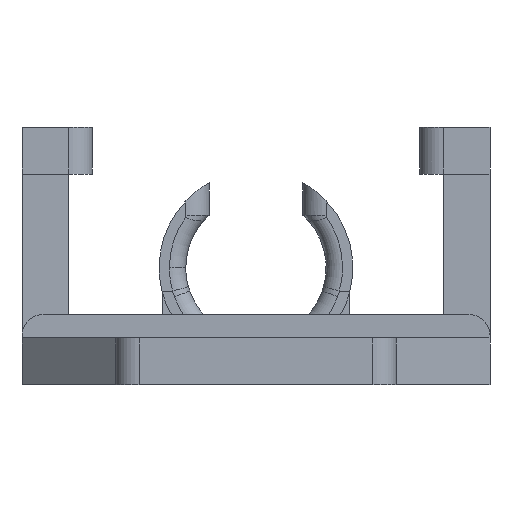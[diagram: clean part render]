
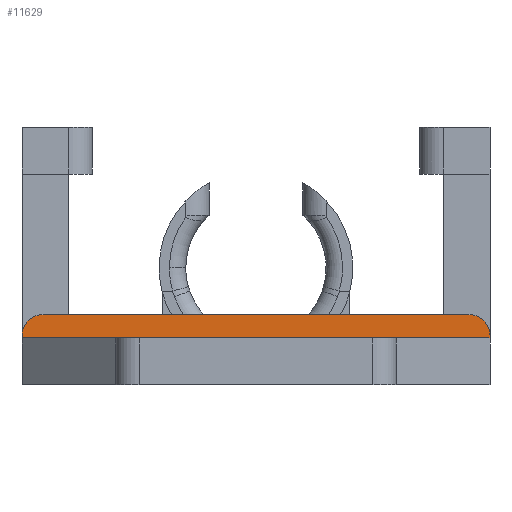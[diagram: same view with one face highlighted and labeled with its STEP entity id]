
A CAD part, front view. The second image highlights one B-rep face of the part: STEP entity #11629.
In plain terms, the highlighted planar face has unit normal (0, -1, 0).
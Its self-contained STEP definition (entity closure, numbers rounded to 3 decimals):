
#6491 = VERTEX_POINT('',#6492);
#6492 = CARTESIAN_POINT('',(20.,21.,2.));
#6532 = PLANE('',#6533);
#6533 = AXIS2_PLACEMENT_3D('',#6534,#6535,#6536);
#6534 = CARTESIAN_POINT('',(20.,22.,2.));
#6535 = DIRECTION('',(1.,0.,0.));
#6536 = DIRECTION('',(0.,-1.,0.));
#6776 = PLANE('',#6777);
#6777 = AXIS2_PLACEMENT_3D('',#6778,#6779,#6780);
#6778 = CARTESIAN_POINT('',(0.,21.,2.));
#6779 = DIRECTION('',(-1.,0.,0.));
#6780 = DIRECTION('',(0.,1.,0.));
#6805 = CYLINDRICAL_SURFACE('',#6806,0.9);
#6806 = AXIS2_PLACEMENT_3D('',#6807,#6808,#6809);
#6807 = CARTESIAN_POINT('',(0.9,21.,2.1));
#6808 = DIRECTION('',(0.,1.,0.));
#6809 = DIRECTION('',(-1.,0.,0.));
#6833 = PLANE('',#6834);
#6834 = AXIS2_PLACEMENT_3D('',#6835,#6836,#6837);
#6835 = CARTESIAN_POINT('',(10.,21.5,3.));
#6836 = DIRECTION('',(-0.,-0.,-1.));
#6837 = DIRECTION('',(-1.,0.,0.));
#6866 = CYLINDRICAL_SURFACE('',#6867,0.9);
#6867 = AXIS2_PLACEMENT_3D('',#6868,#6869,#6870);
#6868 = CARTESIAN_POINT('',(19.1,22.,2.1));
#6869 = DIRECTION('',(0.,-1.,0.));
#6870 = DIRECTION('',(1.,0.,0.));
#6956 = VERTEX_POINT('',#6957);
#6957 = CARTESIAN_POINT('',(0.,21.,2.));
#9371 = VERTEX_POINT('',#9372);
#9372 = CARTESIAN_POINT('',(20.,21.,2.1));
#9393 = EDGE_CURVE('',#6491,#9371,#9394,.T.);
#9394 = SURFACE_CURVE('',#9395,(#9399,#9406),.PCURVE_S1.);
#9395 = LINE('',#9396,#9397);
#9396 = CARTESIAN_POINT('',(20.,21.,2.));
#9397 = VECTOR('',#9398,1.);
#9398 = DIRECTION('',(0.,0.,1.));
#9399 = PCURVE('',#6532,#9400);
#9400 = DEFINITIONAL_REPRESENTATION('',(#9401),#9405);
#9401 = LINE('',#9402,#9403);
#9402 = CARTESIAN_POINT('',(1.,0.));
#9403 = VECTOR('',#9404,1.);
#9404 = DIRECTION('',(0.,-1.));
#9405 = ( GEOMETRIC_REPRESENTATION_CONTEXT(2) 
PARAMETRIC_REPRESENTATION_CONTEXT() REPRESENTATION_CONTEXT('2D SPACE',''
  ) );
#9406 = PCURVE('',#9407,#9412);
#9407 = PLANE('',#9408);
#9408 = AXIS2_PLACEMENT_3D('',#9409,#9410,#9411);
#9409 = CARTESIAN_POINT('',(20.,21.,2.));
#9410 = DIRECTION('',(0.,-1.,0.));
#9411 = DIRECTION('',(-1.,0.,0.));
#9412 = DEFINITIONAL_REPRESENTATION('',(#9413),#9417);
#9413 = LINE('',#9414,#9415);
#9414 = CARTESIAN_POINT('',(0.,-0.));
#9415 = VECTOR('',#9416,1.);
#9416 = DIRECTION('',(0.,-1.));
#9417 = ( GEOMETRIC_REPRESENTATION_CONTEXT(2) 
PARAMETRIC_REPRESENTATION_CONTEXT() REPRESENTATION_CONTEXT('2D SPACE',''
  ) );
#9439 = PLANE('',#9440);
#9440 = AXIS2_PLACEMENT_3D('',#9441,#9442,#9443);
#9441 = CARTESIAN_POINT('',(10.,18.,2.));
#9442 = DIRECTION('',(0.,0.,1.));
#9443 = DIRECTION('',(1.,0.,0.));
#9716 = EDGE_CURVE('',#6956,#9717,#9719,.T.);
#9717 = VERTEX_POINT('',#9718);
#9718 = CARTESIAN_POINT('',(0.,21.,2.1));
#9719 = SURFACE_CURVE('',#9720,(#9724,#9731),.PCURVE_S1.);
#9720 = LINE('',#9721,#9722);
#9721 = CARTESIAN_POINT('',(0.,21.,2.));
#9722 = VECTOR('',#9723,1.);
#9723 = DIRECTION('',(0.,0.,1.));
#9724 = PCURVE('',#6776,#9725);
#9725 = DEFINITIONAL_REPRESENTATION('',(#9726),#9730);
#9726 = LINE('',#9727,#9728);
#9727 = CARTESIAN_POINT('',(0.,0.));
#9728 = VECTOR('',#9729,1.);
#9729 = DIRECTION('',(0.,-1.));
#9730 = ( GEOMETRIC_REPRESENTATION_CONTEXT(2) 
PARAMETRIC_REPRESENTATION_CONTEXT() REPRESENTATION_CONTEXT('2D SPACE',''
  ) );
#9731 = PCURVE('',#9407,#9732);
#9732 = DEFINITIONAL_REPRESENTATION('',(#9733),#9737);
#9733 = LINE('',#9734,#9735);
#9734 = CARTESIAN_POINT('',(20.,0.));
#9735 = VECTOR('',#9736,1.);
#9736 = DIRECTION('',(0.,-1.));
#9737 = ( GEOMETRIC_REPRESENTATION_CONTEXT(2) 
PARAMETRIC_REPRESENTATION_CONTEXT() REPRESENTATION_CONTEXT('2D SPACE',''
  ) );
#9765 = EDGE_CURVE('',#9717,#9766,#9768,.T.);
#9766 = VERTEX_POINT('',#9767);
#9767 = CARTESIAN_POINT('',(0.9,21.,3.));
#9768 = SURFACE_CURVE('',#9769,(#9774,#9781),.PCURVE_S1.);
#9769 = CIRCLE('',#9770,0.9);
#9770 = AXIS2_PLACEMENT_3D('',#9771,#9772,#9773);
#9771 = CARTESIAN_POINT('',(0.9,21.,2.1));
#9772 = DIRECTION('',(0.,1.,0.));
#9773 = DIRECTION('',(0.,0.,1.));
#9774 = PCURVE('',#6805,#9775);
#9775 = DEFINITIONAL_REPRESENTATION('',(#9776),#9780);
#9776 = LINE('',#9777,#9778);
#9777 = CARTESIAN_POINT('',(-4.712,0.));
#9778 = VECTOR('',#9779,1.);
#9779 = DIRECTION('',(1.,0.));
#9780 = ( GEOMETRIC_REPRESENTATION_CONTEXT(2) 
PARAMETRIC_REPRESENTATION_CONTEXT() REPRESENTATION_CONTEXT('2D SPACE',''
  ) );
#9781 = PCURVE('',#9407,#9782);
#9782 = DEFINITIONAL_REPRESENTATION('',(#9783),#9791);
#9783 = ( BOUNDED_CURVE() B_SPLINE_CURVE(2,(#9784,#9785,#9786,#9787,
#9788,#9789,#9790),.UNSPECIFIED.,.T.,.F.) B_SPLINE_CURVE_WITH_KNOTS((1,2
    ,2,2,2,1),(-2.094,0.,2.094,4.189,
6.283,8.378),.UNSPECIFIED.) CURVE() 
GEOMETRIC_REPRESENTATION_ITEM() RATIONAL_B_SPLINE_CURVE((1.,0.5,1.,0.5,
1.,0.5,1.)) REPRESENTATION_ITEM('') );
#9784 = CARTESIAN_POINT('',(19.1,-1.));
#9785 = CARTESIAN_POINT('',(17.541,-1.));
#9786 = CARTESIAN_POINT('',(18.321,0.35));
#9787 = CARTESIAN_POINT('',(19.1,1.7));
#9788 = CARTESIAN_POINT('',(19.879,0.35));
#9789 = CARTESIAN_POINT('',(20.659,-1.));
#9790 = CARTESIAN_POINT('',(19.1,-1.));
#9791 = ( GEOMETRIC_REPRESENTATION_CONTEXT(2) 
PARAMETRIC_REPRESENTATION_CONTEXT() REPRESENTATION_CONTEXT('2D SPACE',''
  ) );
#9821 = VERTEX_POINT('',#9822);
#9822 = CARTESIAN_POINT('',(19.1,21.,3.));
#9843 = EDGE_CURVE('',#9821,#9766,#9844,.T.);
#9844 = SURFACE_CURVE('',#9845,(#9849,#9856),.PCURVE_S1.);
#9845 = LINE('',#9846,#9847);
#9846 = CARTESIAN_POINT('',(20.,21.,3.));
#9847 = VECTOR('',#9848,1.);
#9848 = DIRECTION('',(-1.,0.,0.));
#9849 = PCURVE('',#6833,#9850);
#9850 = DEFINITIONAL_REPRESENTATION('',(#9851),#9855);
#9851 = LINE('',#9852,#9853);
#9852 = CARTESIAN_POINT('',(-10.,-0.5));
#9853 = VECTOR('',#9854,1.);
#9854 = DIRECTION('',(1.,0.));
#9855 = ( GEOMETRIC_REPRESENTATION_CONTEXT(2) 
PARAMETRIC_REPRESENTATION_CONTEXT() REPRESENTATION_CONTEXT('2D SPACE',''
  ) );
#9856 = PCURVE('',#9407,#9857);
#9857 = DEFINITIONAL_REPRESENTATION('',(#9858),#9862);
#9858 = LINE('',#9859,#9860);
#9859 = CARTESIAN_POINT('',(0.,-1.));
#9860 = VECTOR('',#9861,1.);
#9861 = DIRECTION('',(1.,0.));
#9862 = ( GEOMETRIC_REPRESENTATION_CONTEXT(2) 
PARAMETRIC_REPRESENTATION_CONTEXT() REPRESENTATION_CONTEXT('2D SPACE',''
  ) );
#9870 = EDGE_CURVE('',#9371,#9821,#9871,.T.);
#9871 = SURFACE_CURVE('',#9872,(#9877,#9884),.PCURVE_S1.);
#9872 = CIRCLE('',#9873,0.9);
#9873 = AXIS2_PLACEMENT_3D('',#9874,#9875,#9876);
#9874 = CARTESIAN_POINT('',(19.1,21.,2.1));
#9875 = DIRECTION('',(0.,-1.,0.));
#9876 = DIRECTION('',(0.,0.,-1.));
#9877 = PCURVE('',#6866,#9878);
#9878 = DEFINITIONAL_REPRESENTATION('',(#9879),#9883);
#9879 = LINE('',#9880,#9881);
#9880 = CARTESIAN_POINT('',(-1.571,1.));
#9881 = VECTOR('',#9882,1.);
#9882 = DIRECTION('',(1.,0.));
#9883 = ( GEOMETRIC_REPRESENTATION_CONTEXT(2) 
PARAMETRIC_REPRESENTATION_CONTEXT() REPRESENTATION_CONTEXT('2D SPACE',''
  ) );
#9884 = PCURVE('',#9407,#9885);
#9885 = DEFINITIONAL_REPRESENTATION('',(#9886),#9890);
#9886 = CIRCLE('',#9887,0.9);
#9887 = AXIS2_PLACEMENT_2D('',#9888,#9889);
#9888 = CARTESIAN_POINT('',(0.9,-0.1));
#9889 = DIRECTION('',(-0.,1.));
#9890 = ( GEOMETRIC_REPRESENTATION_CONTEXT(2) 
PARAMETRIC_REPRESENTATION_CONTEXT() REPRESENTATION_CONTEXT('2D SPACE',''
  ) );
#11629 = ADVANCED_FACE('',(#11630),#9407,.T.);
#11630 = FACE_BOUND('',#11631,.T.);
#11631 = EDGE_LOOP('',(#11632,#11633,#11634,#11635,#11636,#11637));
#11632 = ORIENTED_EDGE('',*,*,#9393,.T.);
#11633 = ORIENTED_EDGE('',*,*,#9870,.T.);
#11634 = ORIENTED_EDGE('',*,*,#9843,.T.);
#11635 = ORIENTED_EDGE('',*,*,#9765,.F.);
#11636 = ORIENTED_EDGE('',*,*,#9716,.F.);
#11637 = ORIENTED_EDGE('',*,*,#11638,.F.);
#11638 = EDGE_CURVE('',#6491,#6956,#11639,.T.);
#11639 = SURFACE_CURVE('',#11640,(#11644,#11651),.PCURVE_S1.);
#11640 = LINE('',#11641,#11642);
#11641 = CARTESIAN_POINT('',(20.,21.,2.));
#11642 = VECTOR('',#11643,1.);
#11643 = DIRECTION('',(-1.,0.,0.));
#11644 = PCURVE('',#9407,#11645);
#11645 = DEFINITIONAL_REPRESENTATION('',(#11646),#11650);
#11646 = LINE('',#11647,#11648);
#11647 = CARTESIAN_POINT('',(0.,-0.));
#11648 = VECTOR('',#11649,1.);
#11649 = DIRECTION('',(1.,0.));
#11650 = ( GEOMETRIC_REPRESENTATION_CONTEXT(2) 
PARAMETRIC_REPRESENTATION_CONTEXT() REPRESENTATION_CONTEXT('2D SPACE',''
  ) );
#11651 = PCURVE('',#9439,#11652);
#11652 = DEFINITIONAL_REPRESENTATION('',(#11653),#11657);
#11653 = LINE('',#11654,#11655);
#11654 = CARTESIAN_POINT('',(10.,3.));
#11655 = VECTOR('',#11656,1.);
#11656 = DIRECTION('',(-1.,0.));
#11657 = ( GEOMETRIC_REPRESENTATION_CONTEXT(2) 
PARAMETRIC_REPRESENTATION_CONTEXT() REPRESENTATION_CONTEXT('2D SPACE',''
  ) );
